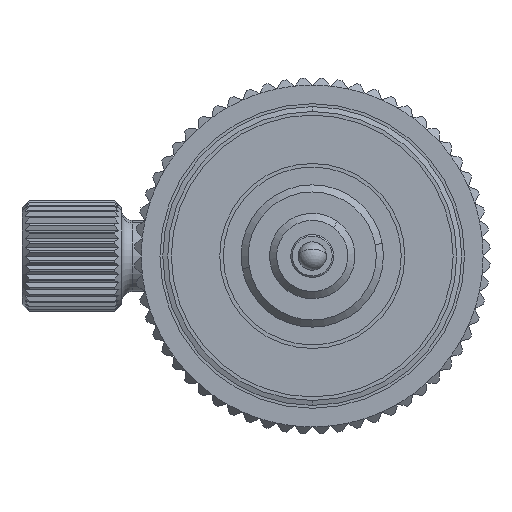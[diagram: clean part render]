
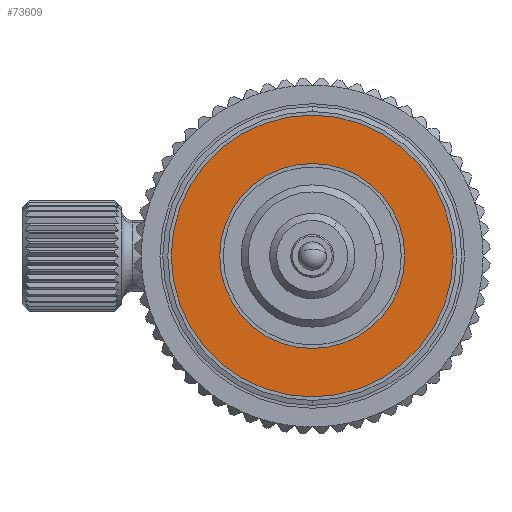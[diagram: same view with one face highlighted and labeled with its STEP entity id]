
A CAD part, left-side view. The second image highlights one B-rep face of the part: STEP entity #73609.
In plain terms, the highlighted planar face has unit normal (-1, 0, 0).
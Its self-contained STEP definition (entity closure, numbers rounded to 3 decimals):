
#40370 = DIRECTION ( 'NONE',  ( 0., 0., 1. ) ) ;
#40372 = DIRECTION ( 'NONE',  ( -1., 0., 0. ) ) ;
#40373 = CARTESIAN_POINT ( 'NONE',  ( -26.248, -10.125, 0. ) ) ;
#40375 = AXIS2_PLACEMENT_3D ( 'NONE', #40373, #40372, #40370 ) ;
#40376 = CIRCLE ( 'NONE', #40375, 9.9 ) ;
#40488 = CARTESIAN_POINT ( 'NONE',  ( -26.248, -10.125, 9.9 ) ) ;
#40538 = CARTESIAN_POINT ( 'NONE',  ( -26.248, -10.125, -9.9 ) ) ;
#40603 = AXIS2_PLACEMENT_3D ( 'NONE', #40765, #40764, #40763 ) ;
#40611 = CIRCLE ( 'NONE', #40710, 6.5 ) ;
#40624 = CARTESIAN_POINT ( 'NONE',  ( -26.248, -10.125, 0. ) ) ;
#40632 = CARTESIAN_POINT ( 'NONE',  ( -26.248, -10.125, -6.5 ) ) ;
#40640 = CARTESIAN_POINT ( 'NONE',  ( -26.248, -10.125, 6.5 ) ) ;
#40687 = FACE_BOUND ( 'NONE', #73714, .T. ) ;
#40692 = CARTESIAN_POINT ( 'NONE',  ( -26.248, -10.125, 0. ) ) ;
#40696 = PLANE ( 'NONE',  #40603 ) ;
#40699 = DIRECTION ( 'NONE',  ( 0., 0., 1. ) ) ;
#40701 = DIRECTION ( 'NONE',  ( -1., 0., 0. ) ) ;
#40710 = AXIS2_PLACEMENT_3D ( 'NONE', #40624, #40701, #40699 ) ;
#40716 = FACE_OUTER_BOUND ( 'NONE', #73651, .T. ) ;
#40752 = DIRECTION ( 'NONE',  ( 0., 0., 1. ) ) ;
#40754 = DIRECTION ( 'NONE',  ( -1., 0., 0. ) ) ;
#40755 = AXIS2_PLACEMENT_3D ( 'NONE', #40692, #40754, #40752 ) ;
#40763 = DIRECTION ( 'NONE',  ( 0., 0., -1. ) ) ;
#40764 = DIRECTION ( 'NONE',  ( 1., 0., 0. ) ) ;
#40765 = CARTESIAN_POINT ( 'NONE',  ( -26.248, -16.625, 0. ) ) ;
#40775 = CIRCLE ( 'NONE', #40755, 9.9 ) ;
#40983 = CIRCLE ( 'NONE', #41177, 6.5 ) ;
#41077 = CARTESIAN_POINT ( 'NONE',  ( -26.248, -10.125, 0. ) ) ;
#41079 = DIRECTION ( 'NONE',  ( -1., 0., 0. ) ) ;
#41175 = DIRECTION ( 'NONE',  ( 0., 0., 1. ) ) ;
#41177 = AXIS2_PLACEMENT_3D ( 'NONE', #41077, #41079, #41175 ) ;
#73479 = EDGE_CURVE ( 'NONE', #73535, #73537, #40376, .T. ) ;
#73535 = VERTEX_POINT ( 'NONE', #40488 ) ;
#73537 = VERTEX_POINT ( 'NONE', #40538 ) ;
#73583 = VERTEX_POINT ( 'NONE', #40640 ) ;
#73587 = VERTEX_POINT ( 'NONE', #40632 ) ;
#73600 = EDGE_CURVE ( 'NONE', #73587, #73583, #40611, .T. ) ;
#73609 = ADVANCED_FACE ( 'NONE', ( #40687, #40716 ), #40696, .F. ) ;
#73611 = EDGE_CURVE ( 'NONE', #73537, #73535, #40775, .T. ) ;
#73613 = ORIENTED_EDGE ( 'NONE', *, *, #73600, .F. ) ;
#73618 = ORIENTED_EDGE ( 'NONE', *, *, #73479, .T. ) ;
#73619 = ORIENTED_EDGE ( 'NONE', *, *, #73715, .F. ) ;
#73631 = ORIENTED_EDGE ( 'NONE', *, *, #73611, .T. ) ;
#73651 = EDGE_LOOP ( 'NONE', ( #73618, #73631 ) ) ;
#73714 = EDGE_LOOP ( 'NONE', ( #73619, #73613 ) ) ;
#73715 = EDGE_CURVE ( 'NONE', #73583, #73587, #40983, .T. ) ;
